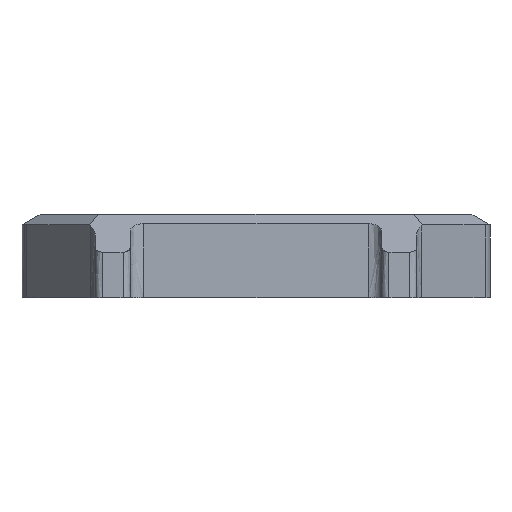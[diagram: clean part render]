
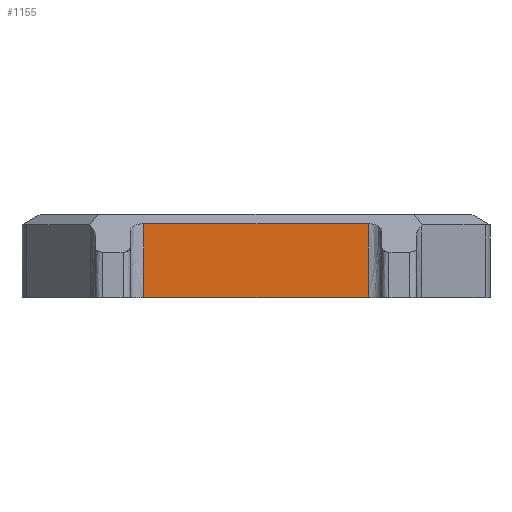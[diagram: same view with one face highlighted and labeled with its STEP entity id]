
A CAD part, front view. The second image highlights one B-rep face of the part: STEP entity #1155.
In plain terms, the highlighted free-form (B-spline) face has degree [1, 1] with [2, 2] control points.
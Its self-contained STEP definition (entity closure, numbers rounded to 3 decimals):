
#525 = VERTEX_POINT('',#526);
#526 = CARTESIAN_POINT('',(9.702,-18.745,4.552
    ));
#532 = EDGE_CURVE('',#533,#525,#535,.T.);
#533 = VERTEX_POINT('',#534);
#534 = CARTESIAN_POINT('',(-9.702,-18.745,
    4.552));
#535 = B_SPLINE_CURVE_WITH_KNOTS('',1,(#536,#537),.UNSPECIFIED.,.F.,.F.,
  (2,2),(0.,16.2),.PIECEWISE_BEZIER_KNOTS.);
#536 = CARTESIAN_POINT('',(-9.702,-18.745,
    4.552));
#537 = CARTESIAN_POINT('',(9.702,-18.745,4.552
    ));
#977 = EDGE_CURVE('',#978,#980,#982,.T.);
#978 = VERTEX_POINT('',#979);
#979 = CARTESIAN_POINT('',(9.702,-18.745,10.935
    ));
#980 = VERTEX_POINT('',#981);
#981 = CARTESIAN_POINT('',(-9.702,-18.745,
    10.935));
#982 = B_SPLINE_CURVE_WITH_KNOTS('',1,(#983,#984),.UNSPECIFIED.,.F.,.F.,
  (2,2),(0.,16.2),.PIECEWISE_BEZIER_KNOTS.);
#983 = CARTESIAN_POINT('',(9.702,-18.745,
    10.935));
#984 = CARTESIAN_POINT('',(-9.702,-18.745,
    10.935));
#1155 = ADVANCED_FACE('',(#1156),#1170,.T.);
#1156 = FACE_BOUND('',#1157,.T.);
#1157 = EDGE_LOOP('',(#1158,#1159,#1164,#1165));
#1158 = ORIENTED_EDGE('',*,*,#532,.T.);
#1159 = ORIENTED_EDGE('',*,*,#1160,.F.);
#1160 = EDGE_CURVE('',#978,#525,#1161,.T.);
#1161 = B_SPLINE_CURVE_WITH_KNOTS('',1,(#1162,#1163),.UNSPECIFIED.,.F.,
  .F.,(2,2),(0.,5.33),.PIECEWISE_BEZIER_KNOTS.);
#1162 = CARTESIAN_POINT('',(9.702,-18.745,
    10.935));
#1163 = CARTESIAN_POINT('',(9.702,-18.745,
    4.552));
#1164 = ORIENTED_EDGE('',*,*,#977,.T.);
#1165 = ORIENTED_EDGE('',*,*,#1166,.T.);
#1166 = EDGE_CURVE('',#980,#533,#1167,.T.);
#1167 = B_SPLINE_CURVE_WITH_KNOTS('',1,(#1168,#1169),.UNSPECIFIED.,.F.,
  .F.,(2,2),(0.,5.33),.PIECEWISE_BEZIER_KNOTS.);
#1168 = CARTESIAN_POINT('',(-9.702,-18.745,
    10.935));
#1169 = CARTESIAN_POINT('',(-9.702,-18.745,
    4.552));
#1170 = B_SPLINE_SURFACE_WITH_KNOTS('',1,1,(
    (#1171,#1172)
    ,(#1173,#1174
    )),.UNSPECIFIED.,.F.,.F.,.F.,(2,2),(2,2),(-4.53,0.8),(
    -6.972,9.228),.PIECEWISE_BEZIER_KNOTS.);
#1171 = CARTESIAN_POINT('',(-9.702,-18.745,
    10.935));
#1172 = CARTESIAN_POINT('',(9.702,-18.745,
    10.935));
#1173 = CARTESIAN_POINT('',(-9.702,-18.745,
    4.552));
#1174 = CARTESIAN_POINT('',(9.702,-18.745,
    4.552));
